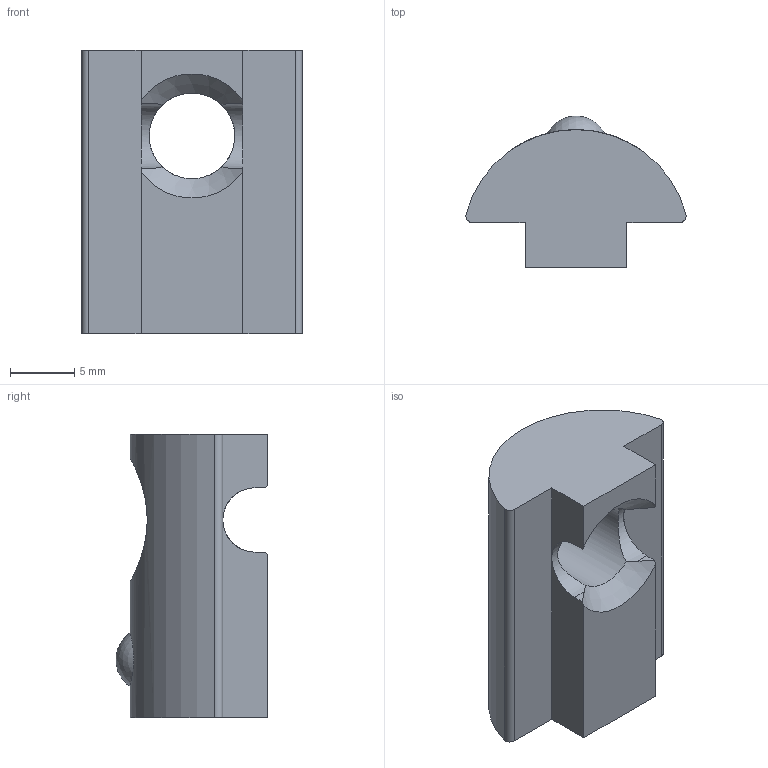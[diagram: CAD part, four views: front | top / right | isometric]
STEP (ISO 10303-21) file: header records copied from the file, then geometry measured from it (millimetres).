
FILE_DESCRIPTION(/* description */ ('CURSORE ZINC. SAG.CON SFERETTA 22 MM M8'),/* implementation_level */ '2;1');
FILE_NAME(/* name */ 'CDDCU0000044.stp',/* time_stamp */ '2018-08-30T17:21:31+02:00',/* author */ ('fzagni'),/* organization */ (''),/* preprocessor_version */ 'ST-DEVELOPER v16.1',/* originating_system */ 'Autodesk Inventor 2016',/* authorisation */ '');
FILE_SCHEMA (('AUTOMOTIVE_DESIGN { 1 0 10303 214 3 1 1 }'));
Length unit declared in the file: millimetre
Products named in the file (1): CDDCU0000044
Bounding box: 17.1 x 11.78 x 22 mm (x, y, z)
Volume: 2182.1 mm3; surface area: 1505.7 mm2
Topology: 1 solids, 2 shells, 27 faces, 70 edges, 46 vertices
Faces by surface type: plane 15, cylinder 7, sphere 2, cone 2, bspline 1
Full cylindrical faces by diameter (mm): 5 x1, 6.647 x1
Entity records: 1026 total; most frequent: CARTESIAN_POINT 389, ORIENTED_EDGE 128, DIRECTION 117, EDGE_CURVE 64, VERTEX_POINT 43, AXIS2_PLACEMENT_3D 43, LINE 31, VECTOR 31
